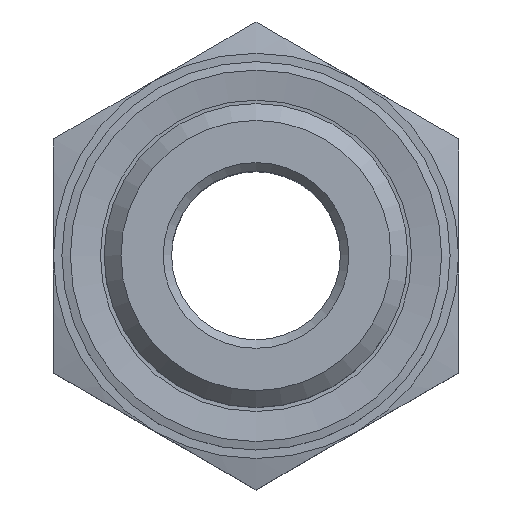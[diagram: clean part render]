
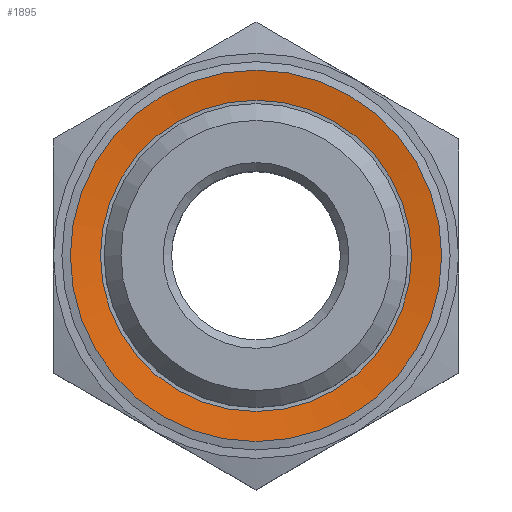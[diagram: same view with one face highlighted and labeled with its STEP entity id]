
A CAD part, top view. The second image highlights one B-rep face of the part: STEP entity #1895.
In plain terms, the highlighted conical face has half-angle 82 degrees and reference radius 9.425 mm.
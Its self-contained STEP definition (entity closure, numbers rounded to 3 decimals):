
#1861=CARTESIAN_POINT('',(4.609,7.982,19.249));
#1862=VERTEX_POINT('',#1861);
#1863=CARTESIAN_POINT('',(0.,0.,19.249));
#1864=DIRECTION('',(0.0,0.0,1.0));
#1865=DIRECTION('',(-0.5,-0.866,0.0));
#1866=AXIS2_PLACEMENT_3D('',#1863,#1864,#1865);
#1867=CIRCLE('',#1866,9.217);
#1868=EDGE_CURVE('',#1862,#1862,#1867,.T.);
#1876=CARTESIAN_POINT('',(0.,0.,19.279));
#1877=DIRECTION('',(0.,0.,1.0));
#1878=DIRECTION('',(0.5,0.866,0.0));
#1879=AXIS2_PLACEMENT_3D('',#1876,#1877,#1878);
#1880=CONICAL_SURFACE('',#1879,9.425,82.);
#1881=CARTESIAN_POINT('',(5.5,9.526,19.5));
#1882=VERTEX_POINT('',#1881);
#1883=CARTESIAN_POINT('',(0.,0.,19.5));
#1884=DIRECTION('',(0.0,0.0,-1.0));
#1885=DIRECTION('',(0.5,0.866,0.0));
#1886=AXIS2_PLACEMENT_3D('',#1883,#1884,#1885);
#1887=CIRCLE('',#1886,11.);
#1888=EDGE_CURVE('',#1882,#1882,#1887,.T.);
#1889=ORIENTED_EDGE('',*,*,#1888,.F.);
#1890=EDGE_LOOP('',(#1889));
#1891=FACE_OUTER_BOUND('',#1890,.T.);
#1892=ORIENTED_EDGE('',*,*,#1868,.F.);
#1893=EDGE_LOOP('',(#1892));
#1894=FACE_BOUND('',#1893,.T.);
#1895=ADVANCED_FACE('',(#1891,#1894),#1880,.F.);
